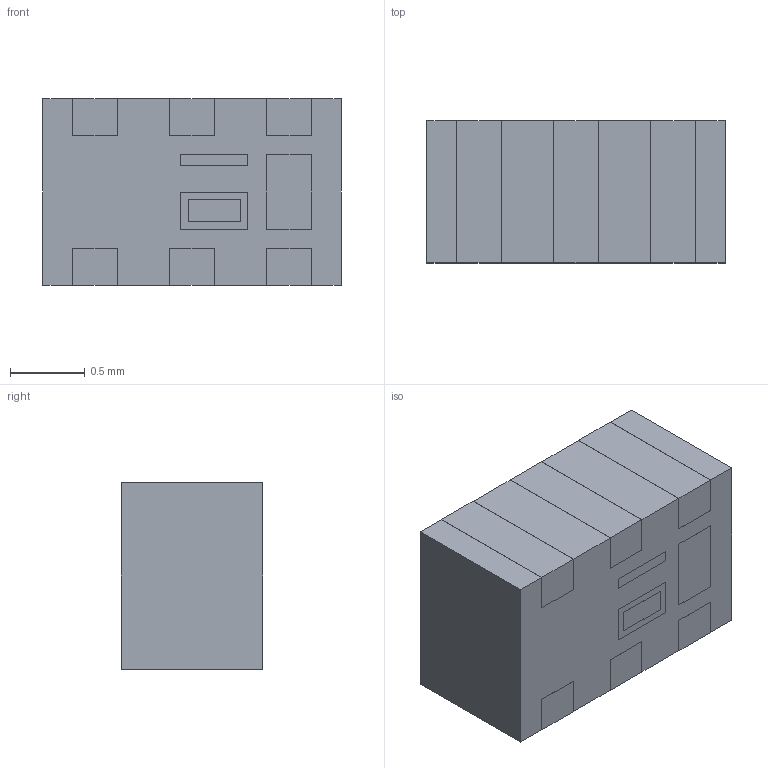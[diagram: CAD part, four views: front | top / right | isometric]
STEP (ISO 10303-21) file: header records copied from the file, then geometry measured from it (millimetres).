
FILE_DESCRIPTION(/* description */ ('Unknown'),/* implementation_level */ '2;1');
FILE_NAME(/* name */ ' 7484212450',/* time_stamp */ '2024-02-16T09:41:42+01:00',/* author */ ('Unknown'),/* organization */ ('Unknown'),/* preprocessor_version */ 'ST-DEVELOPER v16.7',/* originating_system */ 'Solid Edge',/* authorisation */ 'Unknown');
FILE_SCHEMA (('AUTOMOTIVE_DESIGN {1 0 10303 214 3 1 1}'));
Length unit declared in the file: millimetre
Products named in the file (1):  7484212450
Bounding box: 2 x 0.95 x 1.25 mm (x, y, z)
Volume: 2.4 mm3; surface area: 11.2 mm2
Topology: 1 solids, 1 shells, 74 faces, 204 edges, 136 vertices
Faces by surface type: plane 74
Entity records: 2850 total; most frequent: CARTESIAN_POINT 415, ORIENTED_EDGE 408, DIRECTION 354, EDGE_CURVE 204, LINE 204, VECTOR 204, VERTEX_POINT 136, EDGE_LOOP 78
